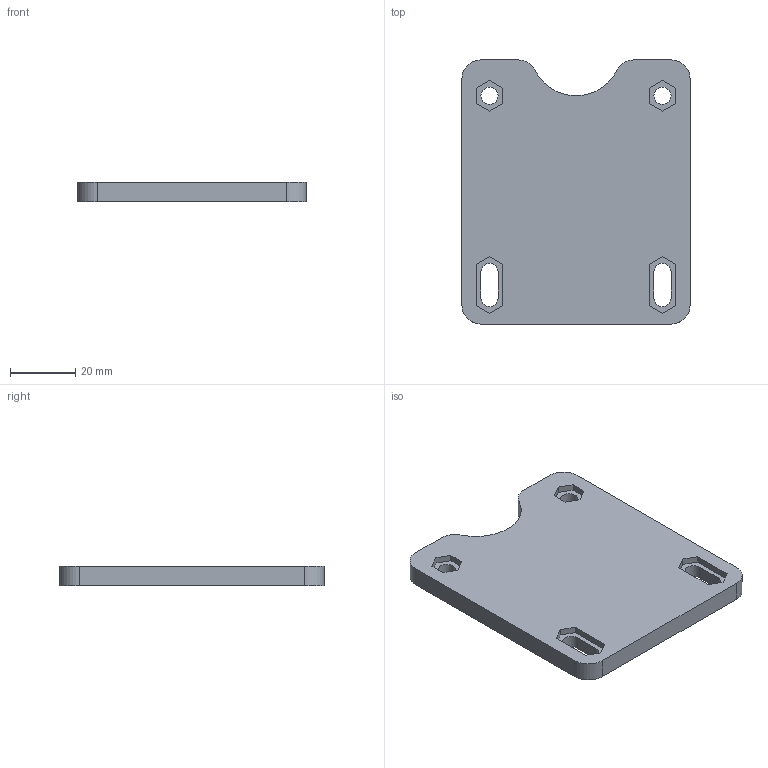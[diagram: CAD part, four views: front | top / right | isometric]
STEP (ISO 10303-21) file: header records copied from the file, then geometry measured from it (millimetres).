
FILE_DESCRIPTION(/* description */ (''),/* implementation_level */ '2;1');
FILE_NAME(/* name */ '08 Y-Drive Side Panel v1.step',/* time_stamp */ '2022-09-06T09:40:19-04:00',/* author */ (''),/* organization */ (''),/* preprocessor_version */ 'ST-DEVELOPER v19',/* originating_system */ 'Autodesk Translation Framework v11.7.0.108',/* authorisation */ '');
FILE_SCHEMA (('AUTOMOTIVE_DESIGN { 1 0 10303 214 3 1 1 }'));
Length unit declared in the file: millimetre
Products named in the file (1): 08 Y-Drive Side Panel
Bounding box: 70 x 81 x 6 mm (x, y, z)
Volume: 31042.6 mm3; surface area: 12960.5 mm2
Topology: 1 solids, 1 shells, 53 faces, 141 edges, 94 vertices
Faces by surface type: plane 40, cylinder 13
Full cylindrical faces by diameter (mm): 5.25 x2
Entity records: 1690 total; most frequent: CARTESIAN_POINT 289, ORIENTED_EDGE 282, DIRECTION 275, EDGE_CURVE 141, LINE 115, VECTOR 115, VERTEX_POINT 94, AXIS2_PLACEMENT_3D 80
